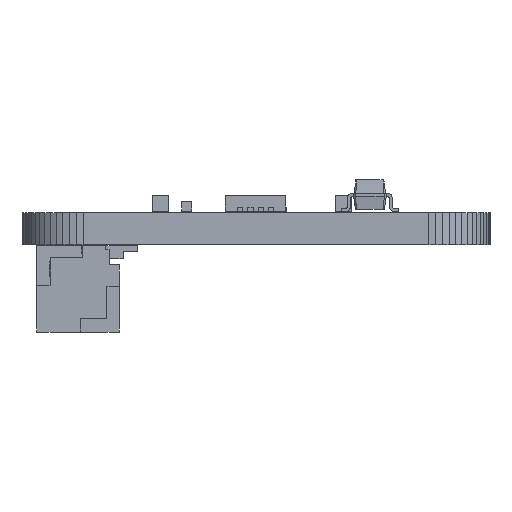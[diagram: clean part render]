
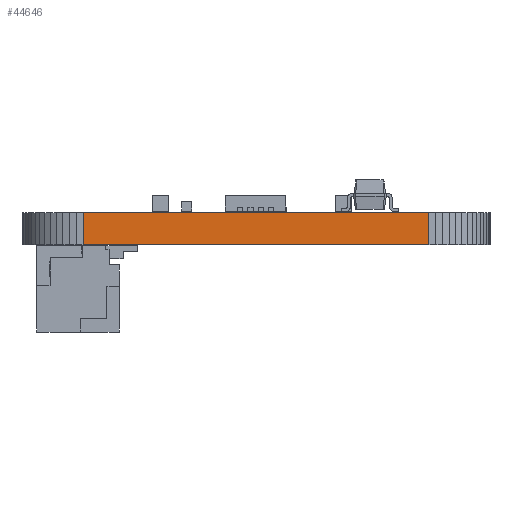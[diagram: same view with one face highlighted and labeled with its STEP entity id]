
A CAD part, left-side view. The second image highlights one B-rep face of the part: STEP entity #44646.
In plain terms, the highlighted planar face has unit normal (-1, 0, 0).
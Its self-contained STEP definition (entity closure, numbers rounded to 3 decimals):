
#39674 = PLANE('',#39675);
#39675 = AXIS2_PLACEMENT_3D('',#39676,#39677,#39678);
#39676 = CARTESIAN_POINT('',(148.501,-105.004,1.58));
#39677 = DIRECTION('',(-0.,-0.,-1.));
#39678 = DIRECTION('',(-1.,0.,0.));
#39728 = PLANE('',#39729);
#39729 = AXIS2_PLACEMENT_3D('',#39730,#39731,#39732);
#39730 = CARTESIAN_POINT('',(148.501,-105.004,0.));
#39731 = DIRECTION('',(-0.,-0.,-1.));
#39732 = DIRECTION('',(-1.,0.,0.));
#41013 = VERTEX_POINT('',#41014);
#41014 = CARTESIAN_POINT('',(137.001,-113.504,0.));
#41028 = PLANE('',#41029);
#41029 = AXIS2_PLACEMENT_3D('',#41030,#41031,#41032);
#41030 = CARTESIAN_POINT('',(137.02,-113.839,0.));
#41031 = DIRECTION('',(-0.998,-0.056,0.));
#41032 = DIRECTION('',(-0.056,0.998,0.));
#41040 = EDGE_CURVE('',#41013,#41041,#41043,.T.);
#41041 = VERTEX_POINT('',#41042);
#41042 = CARTESIAN_POINT('',(137.001,-96.504,0.));
#41043 = SURFACE_CURVE('',#41044,(#41048,#41055),.PCURVE_S1.);
#41044 = LINE('',#41045,#41046);
#41045 = CARTESIAN_POINT('',(137.001,-113.504,0.));
#41046 = VECTOR('',#41047,1.);
#41047 = DIRECTION('',(0.,1.,0.));
#41048 = PCURVE('',#39728,#41049);
#41049 = DEFINITIONAL_REPRESENTATION('',(#41050),#41054);
#41050 = LINE('',#41051,#41052);
#41051 = CARTESIAN_POINT('',(11.5,-8.5));
#41052 = VECTOR('',#41053,1.);
#41053 = DIRECTION('',(0.,1.));
#41054 = ( GEOMETRIC_REPRESENTATION_CONTEXT(2) 
PARAMETRIC_REPRESENTATION_CONTEXT() REPRESENTATION_CONTEXT('2D SPACE',''
  ) );
#41055 = PCURVE('',#41056,#41061);
#41056 = PLANE('',#41057);
#41057 = AXIS2_PLACEMENT_3D('',#41058,#41059,#41060);
#41058 = CARTESIAN_POINT('',(137.001,-113.504,0.));
#41059 = DIRECTION('',(-1.,0.,0.));
#41060 = DIRECTION('',(0.,1.,0.));
#41061 = DEFINITIONAL_REPRESENTATION('',(#41062),#41066);
#41062 = LINE('',#41063,#41064);
#41063 = CARTESIAN_POINT('',(0.,0.));
#41064 = VECTOR('',#41065,1.);
#41065 = DIRECTION('',(1.,0.));
#41066 = ( GEOMETRIC_REPRESENTATION_CONTEXT(2) 
PARAMETRIC_REPRESENTATION_CONTEXT() REPRESENTATION_CONTEXT('2D SPACE',''
  ) );
#41084 = PLANE('',#41085);
#41085 = AXIS2_PLACEMENT_3D('',#41086,#41087,#41088);
#41086 = CARTESIAN_POINT('',(137.001,-96.504,0.));
#41087 = DIRECTION('',(-0.998,0.056,0.));
#41088 = DIRECTION('',(0.056,0.998,0.));
#42968 = VERTEX_POINT('',#42969);
#42969 = CARTESIAN_POINT('',(137.001,-113.504,1.58));
#42990 = EDGE_CURVE('',#42968,#42991,#42993,.T.);
#42991 = VERTEX_POINT('',#42992);
#42992 = CARTESIAN_POINT('',(137.001,-96.504,1.58));
#42993 = SURFACE_CURVE('',#42994,(#42998,#43005),.PCURVE_S1.);
#42994 = LINE('',#42995,#42996);
#42995 = CARTESIAN_POINT('',(137.001,-113.504,1.58));
#42996 = VECTOR('',#42997,1.);
#42997 = DIRECTION('',(0.,1.,0.));
#42998 = PCURVE('',#39674,#42999);
#42999 = DEFINITIONAL_REPRESENTATION('',(#43000),#43004);
#43000 = LINE('',#43001,#43002);
#43001 = CARTESIAN_POINT('',(11.5,-8.5));
#43002 = VECTOR('',#43003,1.);
#43003 = DIRECTION('',(0.,1.));
#43004 = ( GEOMETRIC_REPRESENTATION_CONTEXT(2) 
PARAMETRIC_REPRESENTATION_CONTEXT() REPRESENTATION_CONTEXT('2D SPACE',''
  ) );
#43005 = PCURVE('',#41056,#43006);
#43006 = DEFINITIONAL_REPRESENTATION('',(#43007),#43011);
#43007 = LINE('',#43008,#43009);
#43008 = CARTESIAN_POINT('',(0.,-1.58));
#43009 = VECTOR('',#43010,1.);
#43010 = DIRECTION('',(1.,0.));
#43011 = ( GEOMETRIC_REPRESENTATION_CONTEXT(2) 
PARAMETRIC_REPRESENTATION_CONTEXT() REPRESENTATION_CONTEXT('2D SPACE',''
  ) );
#44596 = EDGE_CURVE('',#41041,#42991,#44597,.T.);
#44597 = SURFACE_CURVE('',#44598,(#44602,#44609),.PCURVE_S1.);
#44598 = LINE('',#44599,#44600);
#44599 = CARTESIAN_POINT('',(137.001,-96.504,0.));
#44600 = VECTOR('',#44601,1.);
#44601 = DIRECTION('',(0.,0.,1.));
#44602 = PCURVE('',#41084,#44603);
#44603 = DEFINITIONAL_REPRESENTATION('',(#44604),#44608);
#44604 = LINE('',#44605,#44606);
#44605 = CARTESIAN_POINT('',(0.,0.));
#44606 = VECTOR('',#44607,1.);
#44607 = DIRECTION('',(0.,-1.));
#44608 = ( GEOMETRIC_REPRESENTATION_CONTEXT(2) 
PARAMETRIC_REPRESENTATION_CONTEXT() REPRESENTATION_CONTEXT('2D SPACE',''
  ) );
#44609 = PCURVE('',#41056,#44610);
#44610 = DEFINITIONAL_REPRESENTATION('',(#44611),#44615);
#44611 = LINE('',#44612,#44613);
#44612 = CARTESIAN_POINT('',(17.,0.));
#44613 = VECTOR('',#44614,1.);
#44614 = DIRECTION('',(0.,-1.));
#44615 = ( GEOMETRIC_REPRESENTATION_CONTEXT(2) 
PARAMETRIC_REPRESENTATION_CONTEXT() REPRESENTATION_CONTEXT('2D SPACE',''
  ) );
#44646 = ADVANCED_FACE('',(#44647),#41056,.T.);
#44647 = FACE_BOUND('',#44648,.T.);
#44648 = EDGE_LOOP('',(#44649,#44670,#44671,#44672));
#44649 = ORIENTED_EDGE('',*,*,#44650,.T.);
#44650 = EDGE_CURVE('',#41013,#42968,#44651,.T.);
#44651 = SURFACE_CURVE('',#44652,(#44656,#44663),.PCURVE_S1.);
#44652 = LINE('',#44653,#44654);
#44653 = CARTESIAN_POINT('',(137.001,-113.504,0.));
#44654 = VECTOR('',#44655,1.);
#44655 = DIRECTION('',(0.,0.,1.));
#44656 = PCURVE('',#41056,#44657);
#44657 = DEFINITIONAL_REPRESENTATION('',(#44658),#44662);
#44658 = LINE('',#44659,#44660);
#44659 = CARTESIAN_POINT('',(0.,0.));
#44660 = VECTOR('',#44661,1.);
#44661 = DIRECTION('',(0.,-1.));
#44662 = ( GEOMETRIC_REPRESENTATION_CONTEXT(2) 
PARAMETRIC_REPRESENTATION_CONTEXT() REPRESENTATION_CONTEXT('2D SPACE',''
  ) );
#44663 = PCURVE('',#41028,#44664);
#44664 = DEFINITIONAL_REPRESENTATION('',(#44665),#44669);
#44665 = LINE('',#44666,#44667);
#44666 = CARTESIAN_POINT('',(0.336,0.));
#44667 = VECTOR('',#44668,1.);
#44668 = DIRECTION('',(0.,-1.));
#44669 = ( GEOMETRIC_REPRESENTATION_CONTEXT(2) 
PARAMETRIC_REPRESENTATION_CONTEXT() REPRESENTATION_CONTEXT('2D SPACE',''
  ) );
#44670 = ORIENTED_EDGE('',*,*,#42990,.T.);
#44671 = ORIENTED_EDGE('',*,*,#44596,.F.);
#44672 = ORIENTED_EDGE('',*,*,#41040,.F.);
